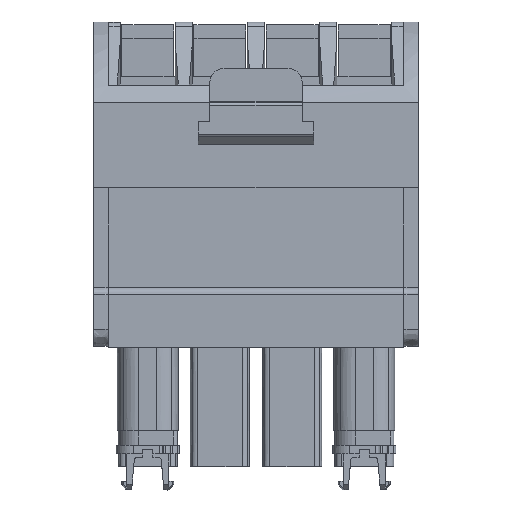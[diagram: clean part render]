
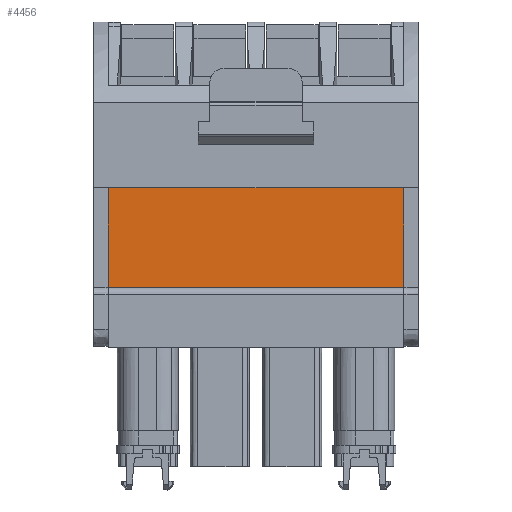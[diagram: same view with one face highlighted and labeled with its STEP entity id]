
A CAD part, front view. The second image highlights one B-rep face of the part: STEP entity #4456.
In plain terms, the highlighted planar face has unit normal (0, -1, 0).
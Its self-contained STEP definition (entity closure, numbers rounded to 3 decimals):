
#4411=AXIS2_PLACEMENT_3D('Plane Axis2P3D',#4408,#4409,#4410) ;
#1877=CARTESIAN_POINT('Vertex',(21.5,2.4,20.942)) ;
#1880=CARTESIAN_POINT('Line Origine',(21.5,2.4,17.49)) ;
#1884=CARTESIAN_POINT('Vertex',(21.5,2.4,14.037)) ;
#2015=CARTESIAN_POINT('Vertex',(1.,2.4,14.037)) ;
#2018=CARTESIAN_POINT('Line Origine',(1.,2.4,17.49)) ;
#2022=CARTESIAN_POINT('Vertex',(1.,2.4,20.942)) ;
#4395=CARTESIAN_POINT('Line Origine',(11.25,2.4,14.037)) ;
#4408=CARTESIAN_POINT('Axis2P3D Location',(22.5,2.4,20.962)) ;
#4413=CARTESIAN_POINT('Line Origine',(21.5,2.4,22.489)) ;
#4417=CARTESIAN_POINT('Vertex',(21.5,2.4,24.035)) ;
#4420=CARTESIAN_POINT('Line Origine',(17.5,2.4,24.035)) ;
#4424=CARTESIAN_POINT('Vertex',(13.5,2.4,24.035)) ;
#4427=CARTESIAN_POINT('Line Origine',(11.25,2.4,24.035)) ;
#4431=CARTESIAN_POINT('Vertex',(9.,2.4,24.035)) ;
#4434=CARTESIAN_POINT('Line Origine',(5.,2.4,24.035)) ;
#4438=CARTESIAN_POINT('Vertex',(1.,2.4,24.035)) ;
#4441=CARTESIAN_POINT('Line Origine',(1.,2.4,22.489)) ;
#1881=DIRECTION('Vector Direction',(0.,0.,-1.)) ;
#2019=DIRECTION('Vector Direction',(0.,0.,-1.)) ;
#4396=DIRECTION('Vector Direction',(1.,0.,0.)) ;
#4409=DIRECTION('Axis2P3D Direction',(0.,1.,0.)) ;
#4410=DIRECTION('Axis2P3D XDirection',(0.,0.,-1.)) ;
#4414=DIRECTION('Vector Direction',(0.,0.,-1.)) ;
#4421=DIRECTION('Vector Direction',(1.,0.,0.)) ;
#4428=DIRECTION('Vector Direction',(1.,0.,0.)) ;
#4435=DIRECTION('Vector Direction',(1.,0.,0.)) ;
#4442=DIRECTION('Vector Direction',(0.,0.,-1.)) ;
#1882=VECTOR('Line Direction',#1881,1.) ;
#2020=VECTOR('Line Direction',#2019,1.) ;
#4397=VECTOR('Line Direction',#4396,1.) ;
#4415=VECTOR('Line Direction',#4414,1.) ;
#4422=VECTOR('Line Direction',#4421,1.) ;
#4429=VECTOR('Line Direction',#4428,1.) ;
#4436=VECTOR('Line Direction',#4435,1.) ;
#4443=VECTOR('Line Direction',#4442,1.) ;
#4447=ORIENTED_EDGE('',*,*,#4399,.T.) ;
#4448=ORIENTED_EDGE('',*,*,#1886,.F.) ;
#4449=ORIENTED_EDGE('',*,*,#4419,.F.) ;
#4450=ORIENTED_EDGE('',*,*,#4426,.F.) ;
#4451=ORIENTED_EDGE('',*,*,#4433,.F.) ;
#4452=ORIENTED_EDGE('',*,*,#4440,.F.) ;
#4453=ORIENTED_EDGE('',*,*,#4445,.T.) ;
#4454=ORIENTED_EDGE('',*,*,#2024,.T.) ;
#4456=ADVANCED_FACE('GEHAEUSE',(#4455),#4412,.F.) ;
#1886=EDGE_CURVE('',#1878,#1885,#1883,.T.) ;
#2024=EDGE_CURVE('',#2023,#2016,#2021,.T.) ;
#4399=EDGE_CURVE('',#2016,#1885,#4398,.T.) ;
#4419=EDGE_CURVE('',#4418,#1878,#4416,.T.) ;
#4426=EDGE_CURVE('',#4425,#4418,#4423,.T.) ;
#4433=EDGE_CURVE('',#4432,#4425,#4430,.T.) ;
#4440=EDGE_CURVE('',#4439,#4432,#4437,.T.) ;
#4445=EDGE_CURVE('',#4439,#2023,#4444,.T.) ;
#4446=EDGE_LOOP('',(#4447,#4448,#4449,#4450,#4451,#4452,#4453,#4454)) ;
#4455=FACE_OUTER_BOUND('',#4446,.T.) ;
#1883=LINE('Line',#1880,#1882) ;
#2021=LINE('Line',#2018,#2020) ;
#4398=LINE('Line',#4395,#4397) ;
#4416=LINE('Line',#4413,#4415) ;
#4423=LINE('Line',#4420,#4422) ;
#4430=LINE('Line',#4427,#4429) ;
#4437=LINE('Line',#4434,#4436) ;
#4444=LINE('Line',#4441,#4443) ;
#4412=PLANE('',#4411) ;
#1878=VERTEX_POINT('',#1877) ;
#1885=VERTEX_POINT('',#1884) ;
#2016=VERTEX_POINT('',#2015) ;
#2023=VERTEX_POINT('',#2022) ;
#4418=VERTEX_POINT('',#4417) ;
#4425=VERTEX_POINT('',#4424) ;
#4432=VERTEX_POINT('',#4431) ;
#4439=VERTEX_POINT('',#4438) ;
